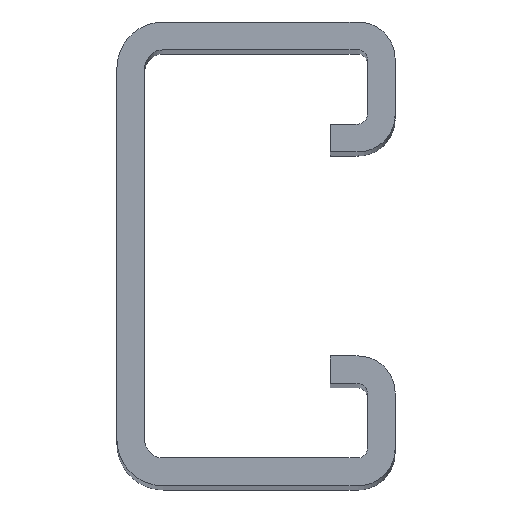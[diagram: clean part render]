
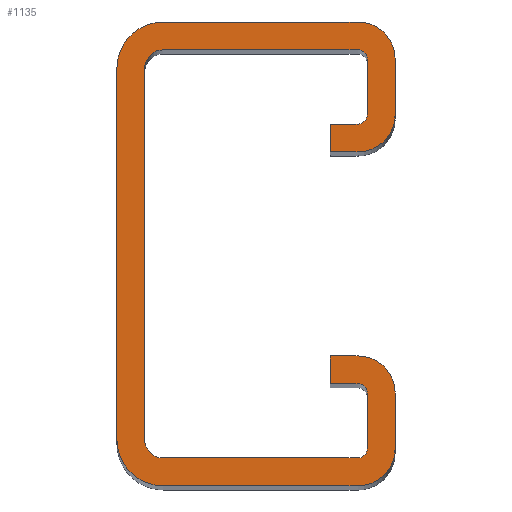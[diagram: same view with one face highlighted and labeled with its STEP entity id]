
A CAD part, top view. The second image highlights one B-rep face of the part: STEP entity #1135.
In plain terms, the highlighted planar face has unit normal (0, 0, 1).
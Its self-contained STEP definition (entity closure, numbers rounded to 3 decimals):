
#125=DIRECTION('',(1.,0.,0.));
#126=VECTOR('',#125,3.);
#127=CARTESIAN_POINT('',(23.,-11.,240.));
#128=LINE('',#127,#126);
#141=DIRECTION('',(0.,-1.,0.));
#142=VECTOR('',#141,6.);
#143=CARTESIAN_POINT('',(30.,-15.,240.));
#144=LINE('',#143,#142);
#153=DIRECTION('',(-1.,0.,0.));
#154=VECTOR('',#153,21.);
#155=CARTESIAN_POINT('',(26.,-25.,240.));
#156=LINE('',#155,#154);
#165=DIRECTION('',(0.,1.,0.));
#166=VECTOR('',#165,40.);
#167=CARTESIAN_POINT('',(0.,-20.,240.));
#168=LINE('',#167,#166);
#177=DIRECTION('',(1.,0.,0.));
#178=VECTOR('',#177,21.);
#179=CARTESIAN_POINT('',(5.,25.,240.));
#180=LINE('',#179,#178);
#189=DIRECTION('',(0.,-1.,0.));
#190=VECTOR('',#189,6.);
#191=CARTESIAN_POINT('',(30.,21.,240.));
#192=LINE('',#191,#190);
#201=DIRECTION('',(-1.,0.,0.));
#202=VECTOR('',#201,3.);
#203=CARTESIAN_POINT('',(26.,11.,240.));
#204=LINE('',#203,#202);
#241=DIRECTION('',(0.,-1.,0.));
#242=VECTOR('',#241,6.);
#243=CARTESIAN_POINT('',(27.,-15.,240.));
#244=LINE('',#243,#242);
#245=CARTESIAN_POINT('',(26.,-15.,240.));
#246=DIRECTION('',(0.,0.,-1.));
#247=DIRECTION('',(0.,1.,0.));
#248=AXIS2_PLACEMENT_3D('',#245,#246,#247);
#250=DIRECTION('',(1.,0.,0.));
#251=VECTOR('',#250,3.);
#252=CARTESIAN_POINT('',(23.,-14.,240.));
#253=LINE('',#252,#251);
#254=DIRECTION('',(0.,-1.,0.));
#255=VECTOR('',#254,3.);
#256=CARTESIAN_POINT('',(23.,-11.,240.));
#257=LINE('',#256,#255);
#258=CARTESIAN_POINT('',(26.,-15.,240.));
#259=DIRECTION('',(0.,0.,1.));
#260=DIRECTION('',(1.,0.,0.));
#261=AXIS2_PLACEMENT_3D('',#258,#259,#260);
#263=CARTESIAN_POINT('',(26.,-21.,240.));
#264=DIRECTION('',(0.,0.,1.));
#265=DIRECTION('',(0.,-1.,0.));
#266=AXIS2_PLACEMENT_3D('',#263,#264,#265);
#268=CARTESIAN_POINT('',(5.,-20.,240.));
#269=DIRECTION('',(0.,0.,1.));
#270=DIRECTION('',(-1.,0.,0.));
#271=AXIS2_PLACEMENT_3D('',#268,#269,#270);
#273=CARTESIAN_POINT('',(5.,20.,240.));
#274=DIRECTION('',(0.,0.,1.));
#275=DIRECTION('',(0.,1.,0.));
#276=AXIS2_PLACEMENT_3D('',#273,#274,#275);
#278=CARTESIAN_POINT('',(26.,21.,240.));
#279=DIRECTION('',(0.,0.,1.));
#280=DIRECTION('',(1.,0.,0.));
#281=AXIS2_PLACEMENT_3D('',#278,#279,#280);
#283=CARTESIAN_POINT('',(26.,15.,240.));
#284=DIRECTION('',(0.,0.,1.));
#285=DIRECTION('',(0.,-1.,0.));
#286=AXIS2_PLACEMENT_3D('',#283,#284,#285);
#288=DIRECTION('',(0.,-1.,0.));
#289=VECTOR('',#288,3.);
#290=CARTESIAN_POINT('',(23.,14.,240.));
#291=LINE('',#290,#289);
#292=DIRECTION('',(-1.,0.,0.));
#293=VECTOR('',#292,3.);
#294=CARTESIAN_POINT('',(26.,14.,240.));
#295=LINE('',#294,#293);
#296=CARTESIAN_POINT('',(26.,15.,240.));
#297=DIRECTION('',(0.,0.,-1.));
#298=DIRECTION('',(1.,0.,0.));
#299=AXIS2_PLACEMENT_3D('',#296,#297,#298);
#301=DIRECTION('',(0.,-1.,0.));
#302=VECTOR('',#301,6.);
#303=CARTESIAN_POINT('',(27.,21.,240.));
#304=LINE('',#303,#302);
#305=CARTESIAN_POINT('',(26.,21.,240.));
#306=DIRECTION('',(0.,0.,-1.));
#307=DIRECTION('',(0.,1.,0.));
#308=AXIS2_PLACEMENT_3D('',#305,#306,#307);
#310=DIRECTION('',(1.,0.,0.));
#311=VECTOR('',#310,21.);
#312=CARTESIAN_POINT('',(5.,22.,240.));
#313=LINE('',#312,#311);
#314=CARTESIAN_POINT('',(5.,20.,240.));
#315=DIRECTION('',(0.,0.,-1.));
#316=DIRECTION('',(-1.,0.,0.));
#317=AXIS2_PLACEMENT_3D('',#314,#315,#316);
#319=DIRECTION('',(0.,1.,0.));
#320=VECTOR('',#319,40.);
#321=CARTESIAN_POINT('',(3.,-20.,240.));
#322=LINE('',#321,#320);
#323=CARTESIAN_POINT('',(5.,-20.,240.));
#324=DIRECTION('',(0.,0.,-1.));
#325=DIRECTION('',(0.,-1.,0.));
#326=AXIS2_PLACEMENT_3D('',#323,#324,#325);
#328=DIRECTION('',(-1.,0.,0.));
#329=VECTOR('',#328,21.);
#330=CARTESIAN_POINT('',(26.,-22.,240.));
#331=LINE('',#330,#329);
#332=CARTESIAN_POINT('',(26.,-21.,240.));
#333=DIRECTION('',(0.,0.,-1.));
#334=DIRECTION('',(1.,0.,0.));
#335=AXIS2_PLACEMENT_3D('',#332,#333,#334);
#553=CARTESIAN_POINT('',(23.,-11.,240.));
#554=CARTESIAN_POINT('',(26.,-11.,240.));
#555=VERTEX_POINT('',#553);
#556=VERTEX_POINT('',#554);
#557=CARTESIAN_POINT('',(23.,-14.,240.));
#558=VERTEX_POINT('',#557);
#559=CARTESIAN_POINT('',(0.,-20.,240.));
#560=CARTESIAN_POINT('',(5.,-25.,240.));
#561=VERTEX_POINT('',#559);
#562=VERTEX_POINT('',#560);
#563=CARTESIAN_POINT('',(27.,15.,240.));
#564=CARTESIAN_POINT('',(26.,14.,240.));
#565=VERTEX_POINT('',#563);
#566=VERTEX_POINT('',#564);
#567=CARTESIAN_POINT('',(3.,20.,240.));
#568=CARTESIAN_POINT('',(5.,22.,240.));
#569=VERTEX_POINT('',#567);
#570=VERTEX_POINT('',#568);
#571=CARTESIAN_POINT('',(3.,-20.,240.));
#572=VERTEX_POINT('',#571);
#573=CARTESIAN_POINT('',(0.,20.,240.));
#574=VERTEX_POINT('',#573);
#575=CARTESIAN_POINT('',(26.,11.,240.));
#576=CARTESIAN_POINT('',(23.,11.,240.));
#577=VERTEX_POINT('',#575);
#578=VERTEX_POINT('',#576);
#579=CARTESIAN_POINT('',(23.,14.,240.));
#580=VERTEX_POINT('',#579);
#581=CARTESIAN_POINT('',(30.,21.,240.));
#582=CARTESIAN_POINT('',(26.,25.,240.));
#583=VERTEX_POINT('',#581);
#584=VERTEX_POINT('',#582);
#585=CARTESIAN_POINT('',(26.,22.,240.));
#586=CARTESIAN_POINT('',(27.,21.,240.));
#587=VERTEX_POINT('',#585);
#588=VERTEX_POINT('',#586);
#589=CARTESIAN_POINT('',(30.,15.,240.));
#590=VERTEX_POINT('',#589);
#591=CARTESIAN_POINT('',(5.,25.,240.));
#592=VERTEX_POINT('',#591);
#593=CARTESIAN_POINT('',(26.,-14.,240.));
#594=VERTEX_POINT('',#593);
#595=CARTESIAN_POINT('',(26.,-25.,240.));
#596=CARTESIAN_POINT('',(30.,-21.,240.));
#597=VERTEX_POINT('',#595);
#598=VERTEX_POINT('',#596);
#599=CARTESIAN_POINT('',(5.,-22.,240.));
#600=VERTEX_POINT('',#599);
#601=CARTESIAN_POINT('',(27.,-21.,240.));
#602=CARTESIAN_POINT('',(26.,-22.,240.));
#603=VERTEX_POINT('',#601);
#604=VERTEX_POINT('',#602);
#605=CARTESIAN_POINT('',(30.,-15.,240.));
#606=VERTEX_POINT('',#605);
#607=CARTESIAN_POINT('',(27.,-15.,240.));
#608=VERTEX_POINT('',#607);
#1096=CARTESIAN_POINT('',(26.,22.,240.));
#1097=DIRECTION('',(0.,0.,1.));
#1098=DIRECTION('',(1.,0.,0.));
#1099=AXIS2_PLACEMENT_3D('',#1096,#1097,#1098);
#1100=PLANE('',#1099);
#1101=ORIENTED_EDGE('',*,*,#767,.F.);
#1102=ORIENTED_EDGE('',*,*,#781,.F.);
#1103=ORIENTED_EDGE('',*,*,#795,.F.);
#1104=ORIENTED_EDGE('',*,*,#809,.F.);
#1105=ORIENTED_EDGE('',*,*,#823,.T.);
#1106=ORIENTED_EDGE('',*,*,#837,.F.);
#1107=ORIENTED_EDGE('',*,*,#851,.T.);
#1108=ORIENTED_EDGE('',*,*,#865,.F.);
#1109=ORIENTED_EDGE('',*,*,#879,.T.);
#1110=ORIENTED_EDGE('',*,*,#893,.F.);
#1111=ORIENTED_EDGE('',*,*,#907,.T.);
#1112=ORIENTED_EDGE('',*,*,#951,.F.);
#1113=ORIENTED_EDGE('',*,*,#965,.T.);
#1114=ORIENTED_EDGE('',*,*,#979,.F.);
#1115=ORIENTED_EDGE('',*,*,#993,.T.);
#1116=ORIENTED_EDGE('',*,*,#1007,.F.);
#1117=ORIENTED_EDGE('',*,*,#1021,.T.);
#1118=ORIENTED_EDGE('',*,*,#1035,.F.);
#1119=ORIENTED_EDGE('',*,*,#1049,.F.);
#1120=ORIENTED_EDGE('',*,*,#1063,.F.);
#1121=ORIENTED_EDGE('',*,*,#1077,.F.);
#1122=ORIENTED_EDGE('',*,*,#1090,.F.);
#1123=ORIENTED_EDGE('',*,*,#674,.F.);
#1125=ORIENTED_EDGE('',*,*,#1124,.F.);
#1127=ORIENTED_EDGE('',*,*,#1126,.F.);
#1129=ORIENTED_EDGE('',*,*,#1128,.F.);
#1131=ORIENTED_EDGE('',*,*,#1130,.F.);
#1132=ORIENTED_EDGE('',*,*,#752,.F.);
#1133=EDGE_LOOP('',(#1101,#1102,#1103,#1104,#1105,#1106,#1107,#1108,#1109,#1110,
#1111,#1112,#1113,#1114,#1115,#1116,#1117,#1118,#1119,#1120,#1121,#1122,#1123,
#1125,#1127,#1129,#1131,#1132));
#1134=FACE_OUTER_BOUND('',#1133,.F.);
#1135=ADVANCED_FACE('',(#1134),#1100,.T.);
#249=CIRCLE('',#248,1.);
#262=CIRCLE('',#261,4.);
#267=CIRCLE('',#266,4.);
#272=CIRCLE('',#271,5.);
#277=CIRCLE('',#276,5.);
#282=CIRCLE('',#281,4.);
#287=CIRCLE('',#286,4.);
#300=CIRCLE('',#299,1.);
#309=CIRCLE('',#308,1.);
#318=CIRCLE('',#317,2.);
#327=CIRCLE('',#326,2.);
#336=CIRCLE('',#335,1.);
#674=EDGE_CURVE('',#570,#587,#313,.T.);
#752=EDGE_CURVE('',#603,#604,#336,.T.);
#767=EDGE_CURVE('',#608,#603,#244,.T.);
#781=EDGE_CURVE('',#594,#608,#249,.T.);
#795=EDGE_CURVE('',#558,#594,#253,.T.);
#809=EDGE_CURVE('',#555,#558,#257,.T.);
#823=EDGE_CURVE('',#555,#556,#128,.T.);
#837=EDGE_CURVE('',#606,#556,#262,.T.);
#851=EDGE_CURVE('',#606,#598,#144,.T.);
#865=EDGE_CURVE('',#597,#598,#267,.T.);
#879=EDGE_CURVE('',#597,#562,#156,.T.);
#893=EDGE_CURVE('',#561,#562,#272,.T.);
#907=EDGE_CURVE('',#561,#574,#168,.T.);
#951=EDGE_CURVE('',#592,#574,#277,.T.);
#965=EDGE_CURVE('',#592,#584,#180,.T.);
#979=EDGE_CURVE('',#583,#584,#282,.T.);
#993=EDGE_CURVE('',#583,#590,#192,.T.);
#1007=EDGE_CURVE('',#577,#590,#287,.T.);
#1021=EDGE_CURVE('',#577,#578,#204,.T.);
#1035=EDGE_CURVE('',#580,#578,#291,.T.);
#1049=EDGE_CURVE('',#566,#580,#295,.T.);
#1063=EDGE_CURVE('',#565,#566,#300,.T.);
#1077=EDGE_CURVE('',#588,#565,#304,.T.);
#1090=EDGE_CURVE('',#587,#588,#309,.T.);
#1124=EDGE_CURVE('',#569,#570,#318,.T.);
#1126=EDGE_CURVE('',#572,#569,#322,.T.);
#1128=EDGE_CURVE('',#600,#572,#327,.T.);
#1130=EDGE_CURVE('',#604,#600,#331,.T.);
